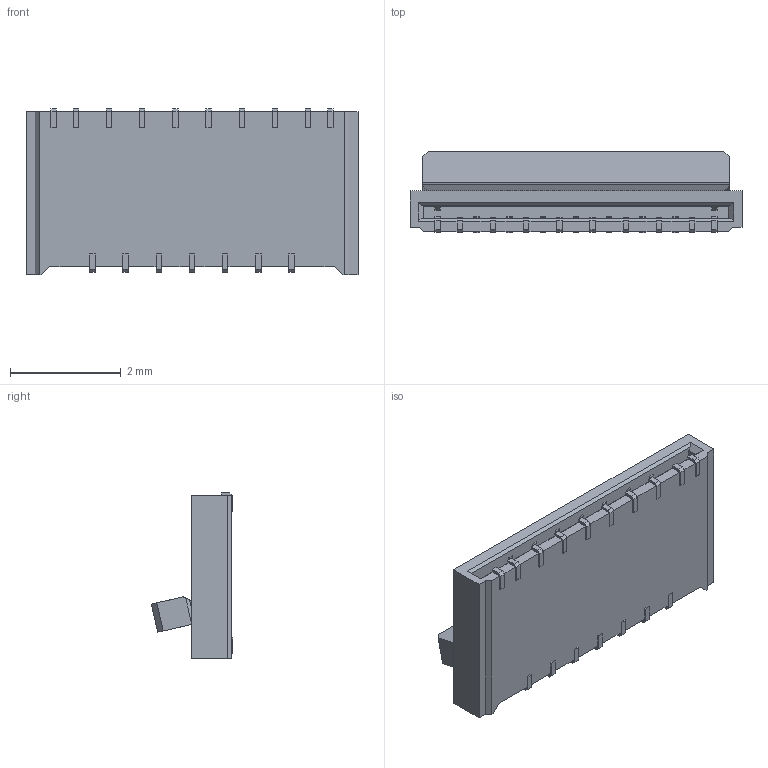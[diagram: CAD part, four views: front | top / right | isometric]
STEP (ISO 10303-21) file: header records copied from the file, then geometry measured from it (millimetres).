
FILE_DESCRIPTION((''),'2;1');
FILE_NAME('5047541500','2019-04-10T',('gga'),(''),'PRO/ENGINEER BY PARAMETRIC TECHNOLOGY CORPORATION, 2016010','PRO/ENGINEER BY PARAMETRIC TECHNOLOGY CORPORATION, 2016010','');
FILE_SCHEMA(('CONFIG_CONTROL_DESIGN'));
Length unit declared in the file: millimetre
Products named in the file (1): 5047541500
Bounding box: 6 x 1.47 x 3 mm (x, y, z)
Volume: 10.3 mm3; surface area: 84.3 mm2
Topology: 1 solids, 1 shells, 706 faces, 2152 edges, 1450 vertices
Faces by surface type: plane 567, cylinder 139
Entity records: 23827 total; most frequent: CARTESIAN_POINT 4246, ORIENTED_EDGE 4168, DIRECTION 3842, EDGE_CURVE 2084, VECTOR 1872, LINE 1872, VERTEX_POINT 1382, AXIS2_PLACEMENT_3D 985
